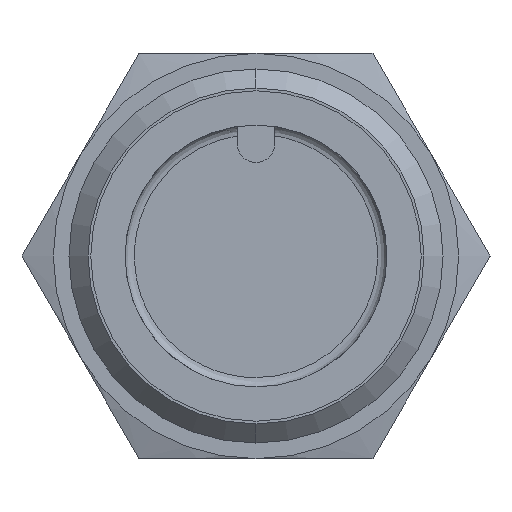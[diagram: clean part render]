
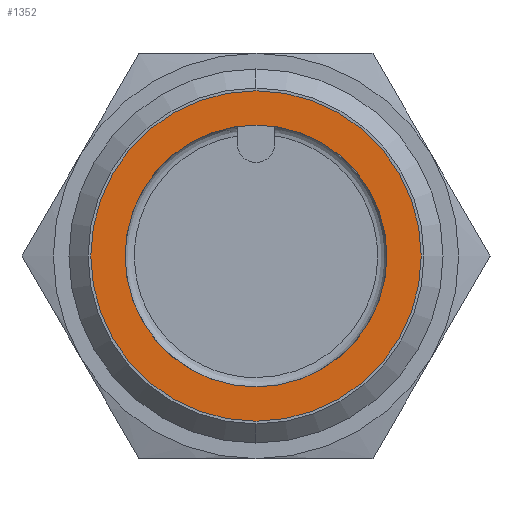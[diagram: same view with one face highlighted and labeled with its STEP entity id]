
A CAD part, left-side view. The second image highlights one B-rep face of the part: STEP entity #1352.
In plain terms, the highlighted planar face has unit normal (-1, 0, 0).
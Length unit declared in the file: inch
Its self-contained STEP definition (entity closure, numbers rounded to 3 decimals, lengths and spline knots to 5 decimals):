
#193 = CIRCLE ( 'NONE', #4545, 0.20866 ) ;
#316 = ORIENTED_EDGE ( 'NONE', *, *, #4567, .T. ) ;
#379 = VERTEX_POINT ( 'NONE', #3501 ) ;
#392 = CARTESIAN_POINT ( 'NONE',  ( 0., 0., 0. ) ) ;
#726 = DIRECTION ( 'NONE',  ( 0., 0., 1. ) ) ;
#777 = AXIS2_PLACEMENT_3D ( 'NONE', #1907, #4621, #3782 ) ;
#962 = EDGE_CURVE ( 'NONE', #1005, #379, #193, .T. ) ;
#964 = AXIS2_PLACEMENT_3D ( 'NONE', #2874, #2824, #2474 ) ;
#1005 = VERTEX_POINT ( 'NONE', #1206 ) ;
#1143 = EDGE_LOOP ( 'NONE', ( #3964, #3592 ) ) ;
#1206 = CARTESIAN_POINT ( 'NONE',  ( 0., 0., -0.20866 ) ) ;
#1218 = AXIS2_PLACEMENT_3D ( 'NONE', #2669, #3830, #1505 ) ;
#1229 = CIRCLE ( 'NONE', #777, 0.20866 ) ;
#1350 = EDGE_LOOP ( 'NONE', ( #3650, #316 ) ) ;
#1352 = ADVANCED_FACE ( 'NONE', ( #2061, #1519 ), #1790, .T. ) ;
#1474 = DIRECTION ( 'NONE',  ( 0., 0., -1. ) ) ;
#1505 = DIRECTION ( 'NONE',  ( 0., 0., -1. ) ) ;
#1519 = FACE_BOUND ( 'NONE', #1350, .T. ) ;
#1764 = CIRCLE ( 'NONE', #964, 0.16535 ) ;
#1790 = PLANE ( 'NONE',  #2907 ) ;
#1823 = CARTESIAN_POINT ( 'NONE',  ( 0., 0.10433, 0. ) ) ;
#1907 = CARTESIAN_POINT ( 'NONE',  ( 0., 0., 0. ) ) ;
#2024 = EDGE_CURVE ( 'NONE', #4664, #3497, #4818, .T. ) ;
#2061 = FACE_OUTER_BOUND ( 'NONE', #1143, .T. ) ;
#2286 = DIRECTION ( 'NONE',  ( 1., 0., 0. ) ) ;
#2474 = DIRECTION ( 'NONE',  ( 0., 0., -1. ) ) ;
#2592 = CARTESIAN_POINT ( 'NONE',  ( 0., 0., 0.16535 ) ) ;
#2609 = DIRECTION ( 'NONE',  ( -1., 0., 0. ) ) ;
#2669 = CARTESIAN_POINT ( 'NONE',  ( 0., 0., 0. ) ) ;
#2824 = DIRECTION ( 'NONE',  ( 1., 0., 0. ) ) ;
#2850 = EDGE_CURVE ( 'NONE', #379, #1005, #1229, .T. ) ;
#2874 = CARTESIAN_POINT ( 'NONE',  ( 0., 0., 0. ) ) ;
#2907 = AXIS2_PLACEMENT_3D ( 'NONE', #1823, #2609, #726 ) ;
#3497 = VERTEX_POINT ( 'NONE', #2592 ) ;
#3501 = CARTESIAN_POINT ( 'NONE',  ( 0., 0., 0.20866 ) ) ;
#3592 = ORIENTED_EDGE ( 'NONE', *, *, #2850, .F. ) ;
#3650 = ORIENTED_EDGE ( 'NONE', *, *, #2024, .T. ) ;
#3782 = DIRECTION ( 'NONE',  ( 0., 0., -1. ) ) ;
#3830 = DIRECTION ( 'NONE',  ( 1., 0., 0. ) ) ;
#3964 = ORIENTED_EDGE ( 'NONE', *, *, #962, .F. ) ;
#4078 = CARTESIAN_POINT ( 'NONE',  ( 0., 0., -0.16535 ) ) ;
#4545 = AXIS2_PLACEMENT_3D ( 'NONE', #392, #2286, #1474 ) ;
#4567 = EDGE_CURVE ( 'NONE', #3497, #4664, #1764, .T. ) ;
#4621 = DIRECTION ( 'NONE',  ( 1., 0., 0. ) ) ;
#4664 = VERTEX_POINT ( 'NONE', #4078 ) ;
#4818 = CIRCLE ( 'NONE', #1218, 0.16535 ) ;
